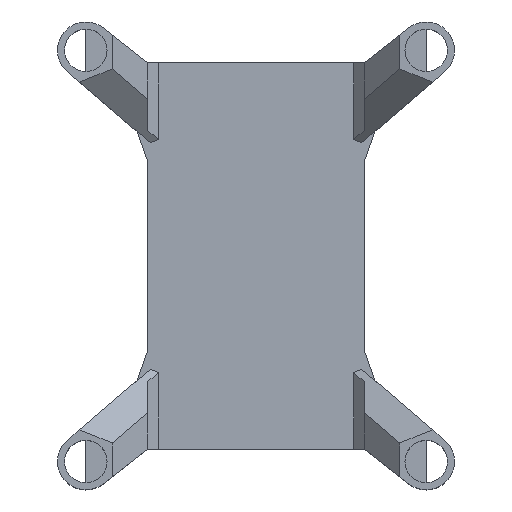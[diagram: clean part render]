
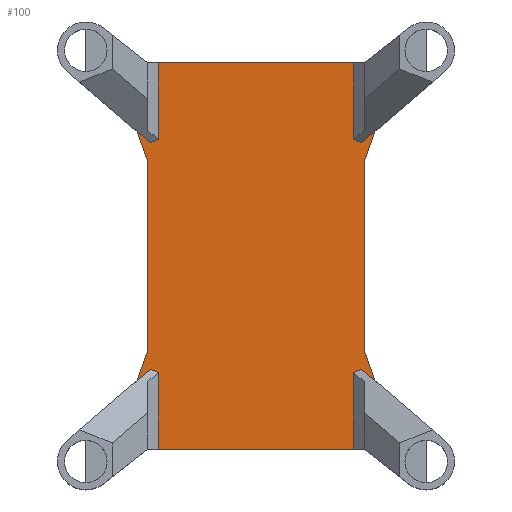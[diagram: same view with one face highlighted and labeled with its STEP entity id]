
A CAD part, top view. The second image highlights one B-rep face of the part: STEP entity #100.
In plain terms, the highlighted planar face has unit normal (0, 0, 1).
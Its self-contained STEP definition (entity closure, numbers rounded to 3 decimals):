
#100=ADVANCED_FACE('',(#508),#510,.F.);
#508=FACE_BOUND('',#509,.T.);
#509=EDGE_LOOP('',(#1176,#1177,#1178,#1179,#1180,#1181,#1182,#1183,#1184,#1185,#1186,
#1187,#1188,#1189,#1190,#1191,#1192,#1193,#1194,#1195));
#510=PLANE('',#511);
#511=AXIS2_PLACEMENT_3D('',#512,#513,#514);
#512=CARTESIAN_POINT('',(0.,0.,0.));
#513=DIRECTION('',(0.,0.,-1.));
#514=DIRECTION('',(0.,1.,0.));
#1176=ORIENTED_EDGE('',*,*,#1642,.F.);
#1177=ORIENTED_EDGE('',*,*,#1587,.F.);
#1178=ORIENTED_EDGE('',*,*,#1643,.F.);
#1179=ORIENTED_EDGE('',*,*,#1644,.F.);
#1180=ORIENTED_EDGE('',*,*,#1554,.F.);
#1181=ORIENTED_EDGE('',*,*,#1645,.F.);
#1182=ORIENTED_EDGE('',*,*,#1646,.F.);
#1183=ORIENTED_EDGE('',*,*,#1536,.F.);
#1184=ORIENTED_EDGE('',*,*,#1647,.F.);
#1185=ORIENTED_EDGE('',*,*,#1534,.F.);
#1186=ORIENTED_EDGE('',*,*,#1648,.F.);
#1187=ORIENTED_EDGE('',*,*,#1531,.F.);
#1188=ORIENTED_EDGE('',*,*,#1649,.F.);
#1189=ORIENTED_EDGE('',*,*,#1650,.F.);
#1190=ORIENTED_EDGE('',*,*,#1495,.F.);
#1191=ORIENTED_EDGE('',*,*,#1651,.F.);
#1192=ORIENTED_EDGE('',*,*,#1652,.F.);
#1193=ORIENTED_EDGE('',*,*,#1592,.F.);
#1194=ORIENTED_EDGE('',*,*,#1653,.F.);
#1195=ORIENTED_EDGE('',*,*,#1589,.F.);
#1495=EDGE_CURVE('',#1848,#1851,#1852,.T.);
#1531=EDGE_CURVE('',#1911,#1907,#1913,.T.);
#1534=EDGE_CURVE('',#1916,#1914,#1918,.T.);
#1536=EDGE_CURVE('',#1919,#1921,#1922,.F.);
#1554=EDGE_CURVE('',#1950,#1952,#1953,.T.);
#1587=EDGE_CURVE('',#2007,#2003,#2009,.T.);
#1589=EDGE_CURVE('',#2010,#2012,#2013,.T.);
#1592=EDGE_CURVE('',#2015,#2017,#2018,.F.);
#1642=EDGE_CURVE('',#2003,#2010,#2101,.F.);
#1643=EDGE_CURVE('',#2102,#2007,#2103,.F.);
#1644=EDGE_CURVE('',#1952,#2102,#2104,.F.);
#1645=EDGE_CURVE('',#2105,#1950,#2106,.F.);
#1646=EDGE_CURVE('',#1921,#2105,#2107,.F.);
#1647=EDGE_CURVE('',#1914,#1919,#2108,.F.);
#1648=EDGE_CURVE('',#1907,#1916,#2109,.F.);
#1649=EDGE_CURVE('',#2110,#1911,#2111,.F.);
#1650=EDGE_CURVE('',#1851,#2110,#2112,.F.);
#1651=EDGE_CURVE('',#2113,#1848,#2114,.F.);
#1652=EDGE_CURVE('',#2017,#2113,#2115,.F.);
#1653=EDGE_CURVE('',#2012,#2015,#2116,.F.);
#1848=VERTEX_POINT('',#2492);
#1851=VERTEX_POINT('',#2497);
#1852=LINE('',#2498,#2499);
#1907=VERTEX_POINT('',#2620);
#1911=VERTEX_POINT('',#2628);
#1913=LINE('',#2632,#2633);
#1914=VERTEX_POINT('',#2635);
#1916=VERTEX_POINT('',#2639);
#1918=LINE('',#2643,#2644);
#1919=VERTEX_POINT('',#2646);
#1921=VERTEX_POINT('',#2650);
#1922=LINE('',#2651,#2652);
#1950=VERTEX_POINT('',#2714);
#1952=VERTEX_POINT('',#2718);
#1953=LINE('',#2719,#2720);
#2003=VERTEX_POINT('',#2830);
#2007=VERTEX_POINT('',#2838);
#2009=LINE('',#2842,#2843);
#2010=VERTEX_POINT('',#2845);
#2012=VERTEX_POINT('',#2849);
#2013=LINE('',#2850,#2851);
#2015=VERTEX_POINT('',#2856);
#2017=VERTEX_POINT('',#2860);
#2018=LINE('',#2861,#2862);
#2101=LINE('',#3045,#3046);
#2102=VERTEX_POINT('',#3048);
#2103=LINE('',#3049,#3050);
#2104=LINE('',#3052,#3053);
#2105=VERTEX_POINT('',#3055);
#2106=LINE('',#3056,#3057);
#2107=LINE('',#3059,#3060);
#2108=LINE('',#3062,#3063);
#2109=LINE('',#3065,#3066);
#2110=VERTEX_POINT('',#3068);
#2111=LINE('',#3069,#3070);
#2112=LINE('',#3072,#3073);
#2113=VERTEX_POINT('',#3075);
#2114=LINE('',#3076,#3077);
#2115=LINE('',#3079,#3080);
#2116=LINE('',#3082,#3083);
#2492=CARTESIAN_POINT('',(14.,-16.7,0.));
#2497=CARTESIAN_POINT('',(-13.578,-16.7,0.));
#2498=CARTESIAN_POINT('',(14.,-16.7,0.));
#2499=VECTOR('',#2500,1.);
#2500=DIRECTION('',(-1.,0.,0.));
#2620=CARTESIAN_POINT('',(-16.598,-7.,0.));
#2628=CARTESIAN_POINT('',(-14.737,-5.409,0.));
#2632=CARTESIAN_POINT('',(-14.737,-5.409,0.));
#2633=VECTOR('',#2634,1.);
#2634=DIRECTION('',(-0.76,-0.65,0.));
#2635=CARTESIAN_POINT('',(-15.078,23.887,0.));
#2639=CARTESIAN_POINT('',(-15.078,-2.697,0.));
#2643=CARTESIAN_POINT('',(-15.078,-2.697,0.));
#2644=VECTOR('',#2645,1.);
#2645=DIRECTION('',(0.,1.,0.));
#2646=CARTESIAN_POINT('',(-16.598,28.19,0.));
#2650=CARTESIAN_POINT('',(-14.737,26.599,0.));
#2651=CARTESIAN_POINT('',(-14.737,26.599,0.));
#2652=VECTOR('',#2653,1.);
#2653=DIRECTION('',(-0.76,0.65,0.));
#2714=CARTESIAN_POINT('',(-13.578,37.89,0.));
#2718=CARTESIAN_POINT('',(14.,37.89,0.));
#2719=CARTESIAN_POINT('',(-13.578,37.89,0.));
#2720=VECTOR('',#2721,1.);
#2721=DIRECTION('',(1.,0.,0.));
#2830=CARTESIAN_POINT('',(17.02,28.19,0.));
#2838=CARTESIAN_POINT('',(15.159,26.599,0.));
#2842=CARTESIAN_POINT('',(15.159,26.599,0.));
#2843=VECTOR('',#2844,1.);
#2844=DIRECTION('',(0.76,0.65,0.));
#2845=CARTESIAN_POINT('',(15.5,23.887,0.));
#2849=CARTESIAN_POINT('',(15.5,-2.697,0.));
#2850=CARTESIAN_POINT('',(15.5,23.887,0.));
#2851=VECTOR('',#2852,1.);
#2852=DIRECTION('',(0.,-1.,0.));
#2856=CARTESIAN_POINT('',(17.02,-7.,0.));
#2860=CARTESIAN_POINT('',(15.159,-5.409,0.));
#2861=CARTESIAN_POINT('',(15.159,-5.409,0.));
#2862=VECTOR('',#2863,1.);
#2863=DIRECTION('',(0.76,-0.65,0.));
#3045=CARTESIAN_POINT('',(15.5,23.887,0.));
#3046=VECTOR('',#3047,1.);
#3047=DIRECTION('',(0.333,0.943,0.));
#3048=CARTESIAN_POINT('',(14.,27.061,0.));
#3049=CARTESIAN_POINT('',(15.159,26.599,0.));
#3050=VECTOR('',#3051,1.);
#3051=DIRECTION('',(-0.929,0.37,0.));
#3052=CARTESIAN_POINT('',(14.,27.061,0.));
#3053=VECTOR('',#3054,1.);
#3054=DIRECTION('',(0.,1.,0.));
#3055=CARTESIAN_POINT('',(-13.578,27.061,0.));
#3056=CARTESIAN_POINT('',(-13.578,37.89,0.));
#3057=VECTOR('',#3058,1.);
#3058=DIRECTION('',(0.,-1.,0.));
#3059=CARTESIAN_POINT('',(-13.578,27.061,0.));
#3060=VECTOR('',#3061,1.);
#3061=DIRECTION('',(-0.929,-0.37,0.));
#3062=CARTESIAN_POINT('',(-16.598,28.19,0.));
#3063=VECTOR('',#3064,1.);
#3064=DIRECTION('',(0.333,-0.943,0.));
#3065=CARTESIAN_POINT('',(-15.078,-2.697,0.));
#3066=VECTOR('',#3067,1.);
#3067=DIRECTION('',(-0.333,-0.943,0.));
#3068=CARTESIAN_POINT('',(-13.578,-5.871,0.));
#3069=CARTESIAN_POINT('',(-14.737,-5.409,0.));
#3070=VECTOR('',#3071,1.);
#3071=DIRECTION('',(0.929,-0.37,0.));
#3072=CARTESIAN_POINT('',(-13.578,-5.871,0.));
#3073=VECTOR('',#3074,1.);
#3074=DIRECTION('',(0.,-1.,0.));
#3075=CARTESIAN_POINT('',(14.,-5.871,0.));
#3076=CARTESIAN_POINT('',(14.,-16.7,0.));
#3077=VECTOR('',#3078,1.);
#3078=DIRECTION('',(0.,1.,0.));
#3079=CARTESIAN_POINT('',(14.,-5.871,0.));
#3080=VECTOR('',#3081,1.);
#3081=DIRECTION('',(0.929,0.37,0.));
#3082=CARTESIAN_POINT('',(17.02,-7.,0.));
#3083=VECTOR('',#3084,1.);
#3084=DIRECTION('',(-0.333,0.943,0.));
